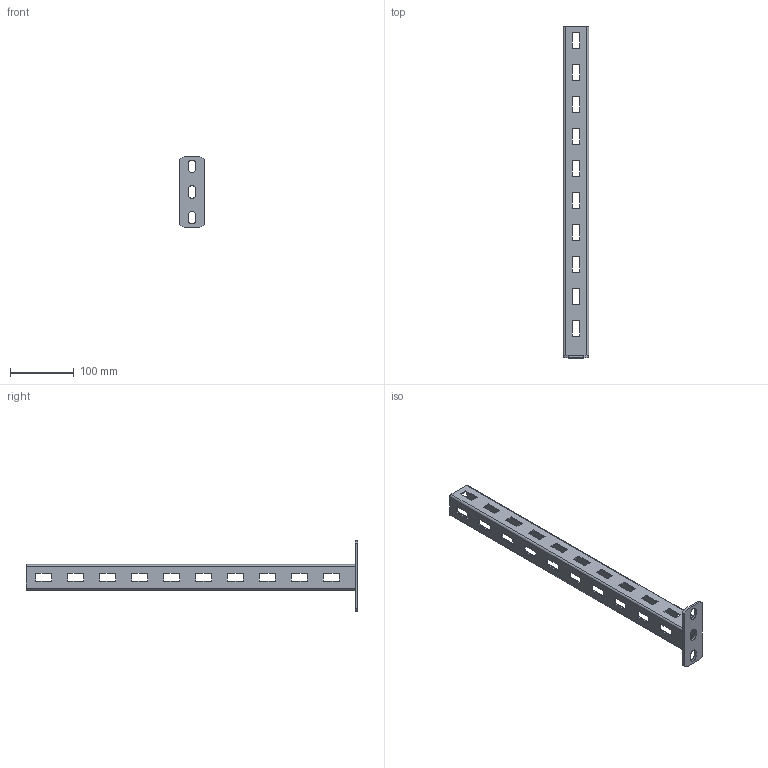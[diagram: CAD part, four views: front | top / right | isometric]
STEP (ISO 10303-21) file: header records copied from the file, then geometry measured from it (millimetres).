
FILE_DESCRIPTION((''),'2;1');
FILE_NAME('710950_ASM','2020-10-15T12:50:36',('tomas'),(''),'CREO PARAMETRIC BY PTC INC, 2019352','CREO PARAMETRIC BY PTC INC, 2019352','');
FILE_SCHEMA(('CONFIG_CONTROL_DESIGN'));
Length unit declared in the file: millimetre
Products named in the file (3): PODSTAWA_WPT_PRT; CWC40H47_500_PRT; 710950_ASM
Assembly tree (2 placements, depth 2):
  710950_ASM
    PODSTAWA_WPT_PRT
    CWC40H47_500_PRT
Bounding box: 40 x 519 x 110 mm (x, y, z)
Volume: 137850.6 mm3; surface area: 139250.9 mm2
Topology: 2 solids, 2 shells, 196 faces, 528 edges, 336 vertices
Faces by surface type: plane 174, cylinder 22
Entity records: 6212 total; most frequent: CARTESIAN_POINT 1065, ORIENTED_EDGE 1056, DIRECTION 974, EDGE_CURVE 528, VECTOR 484, LINE 484, VERTEX_POINT 336, EDGE_LOOP 262
